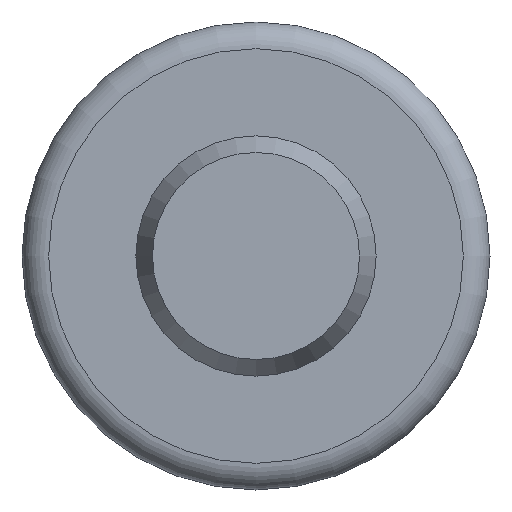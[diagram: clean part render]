
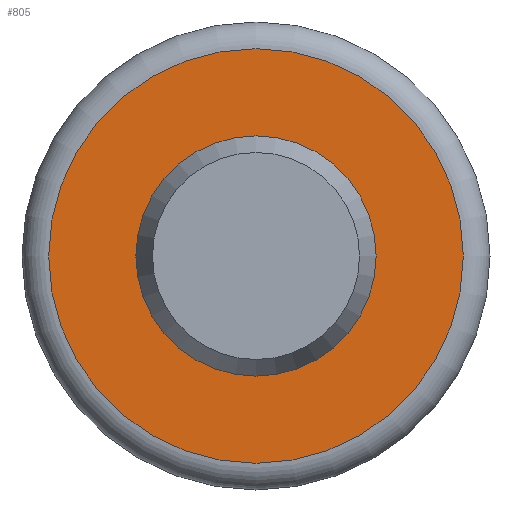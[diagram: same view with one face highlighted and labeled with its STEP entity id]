
A CAD part, front view. The second image highlights one B-rep face of the part: STEP entity #805.
In plain terms, the highlighted planar face has unit normal (0, -1, 0).
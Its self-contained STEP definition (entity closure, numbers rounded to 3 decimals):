
#783 = EDGE_CURVE('',#784,#784,#786,.T.);
#784 = VERTEX_POINT('',#785);
#785 = CARTESIAN_POINT('',(-0.,0.,2.959));
#786 = CIRCLE('',#787,2.959);
#787 = AXIS2_PLACEMENT_3D('',#788,#789,#790);
#788 = CARTESIAN_POINT('',(0.,0.,-0.));
#789 = DIRECTION('',(0.,-1.,0.));
#790 = DIRECTION('',(1.,0.,0.));
#805 = ADVANCED_FACE('',(#806,#809),#820,.T.);
#806 = FACE_BOUND('',#807,.T.);
#807 = EDGE_LOOP('',(#808));
#808 = ORIENTED_EDGE('',*,*,#783,.T.);
#809 = FACE_BOUND('',#810,.T.);
#810 = EDGE_LOOP('',(#811));
#811 = ORIENTED_EDGE('',*,*,#812,.F.);
#812 = EDGE_CURVE('',#813,#813,#815,.T.);
#813 = VERTEX_POINT('',#814);
#814 = CARTESIAN_POINT('',(-0.,0.,1.715));
#815 = CIRCLE('',#816,1.715);
#816 = AXIS2_PLACEMENT_3D('',#817,#818,#819);
#817 = CARTESIAN_POINT('',(0.,0.,0.));
#818 = DIRECTION('',(0.,-1.,0.));
#819 = DIRECTION('',(1.,0.,0.));
#820 = PLANE('',#821);
#821 = AXIS2_PLACEMENT_3D('',#822,#823,#824);
#822 = CARTESIAN_POINT('',(0.,0.,-1.715));
#823 = DIRECTION('',(0.,-1.,0.));
#824 = DIRECTION('',(0.,0.,-1.));
